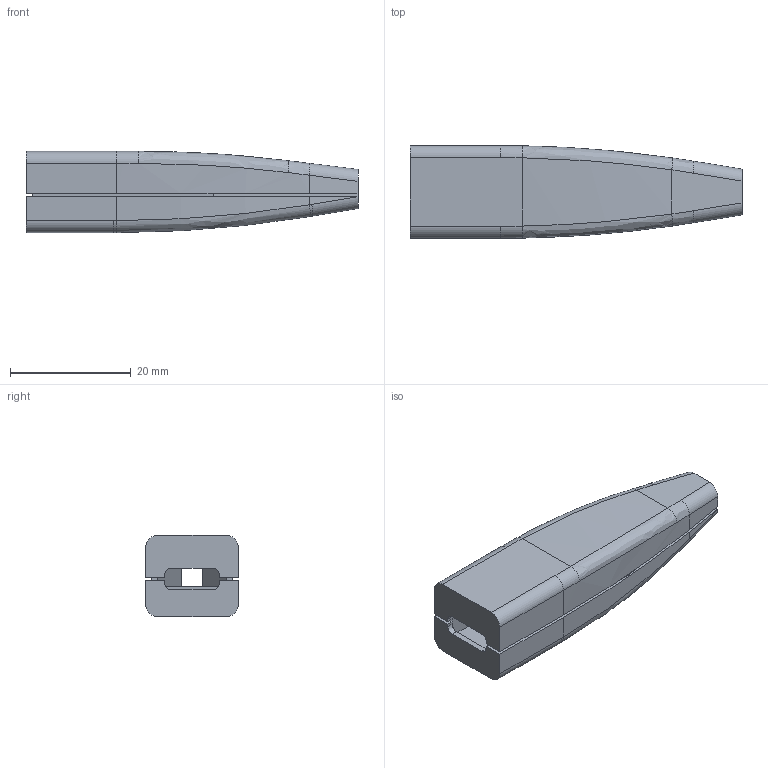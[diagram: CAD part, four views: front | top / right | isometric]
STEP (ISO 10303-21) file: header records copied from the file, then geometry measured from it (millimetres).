
FILE_DESCRIPTION(/* description */ (''),/* implementation_level */ '2;1');
FILE_NAME(/* name */ 'USB C PD Trigger Enclosure.step',/* time_stamp */ '2024-07-21T00:00:00.000Z',/* author */ (''),/* organization */ (''),/* preprocessor_version */ 'ST-DEVELOPER v20',/* originating_system */ 'Autodesk Translation Framework v13.14.0.145',/* authorisation */ '');
FILE_SCHEMA (('AUTOMOTIVE_DESIGN { 1 0 10303 214 3 1 1 }'));
Length unit declared in the file: millimetre
Products named in the file (1): USB C Connector
Bounding box: 55.1 x 15.4 x 13.5 mm (x, y, z)
Volume: 4559.1 mm3; surface area: 5768.2 mm2
Topology: 2 solids, 2 shells, 84 faces, 220 edges, 140 vertices
Faces by surface type: plane 54, cylinder 18, bspline 8, torus 4
Entity records: 2724 total; most frequent: CARTESIAN_POINT 621, ORIENTED_EDGE 440, DIRECTION 418, EDGE_CURVE 220, LINE 160, VECTOR 160, VERTEX_POINT 140, AXIS2_PLACEMENT_3D 129
